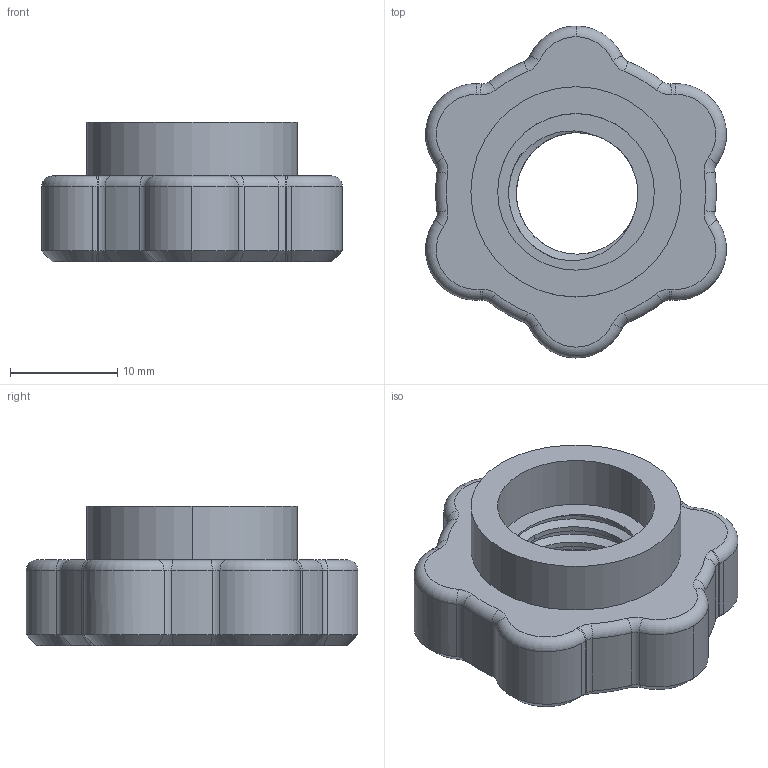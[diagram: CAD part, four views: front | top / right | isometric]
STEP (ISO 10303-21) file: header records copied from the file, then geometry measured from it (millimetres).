
FILE_DESCRIPTION (( 'STEP AP203' ), '1' );
FILE_NAME ('y-axis tightener-knob.STEP', '2018-02-11T19:25:26', ( '' ), ( '' ), 'SwSTEP 2.0', 'SolidWorks 2017', '' );
FILE_SCHEMA (( 'CONFIG_CONTROL_DESIGN' ));
Length unit declared in the file: millimetre
Products named in the file (1): y-axis tightener-knob
Bounding box: 28.11 x 31 x 13 mm (x, y, z)
Volume: 4777.1 mm3; surface area: 2713.3 mm2
Topology: 1 solids, 1 shells, 108 faces, 262 edges, 158 vertices
Faces by surface type: cylinder 43, cone 29, torus 29, plane 4, bspline 3
Entity records: 6286 total; most frequent: CARTESIAN_POINT 3642, DIRECTION 599, ORIENTED_EDGE 524, AXIS2_PLACEMENT_3D 264, EDGE_CURVE 262, CIRCLE 158, VERTEX_POINT 158, EDGE_LOOP 112
